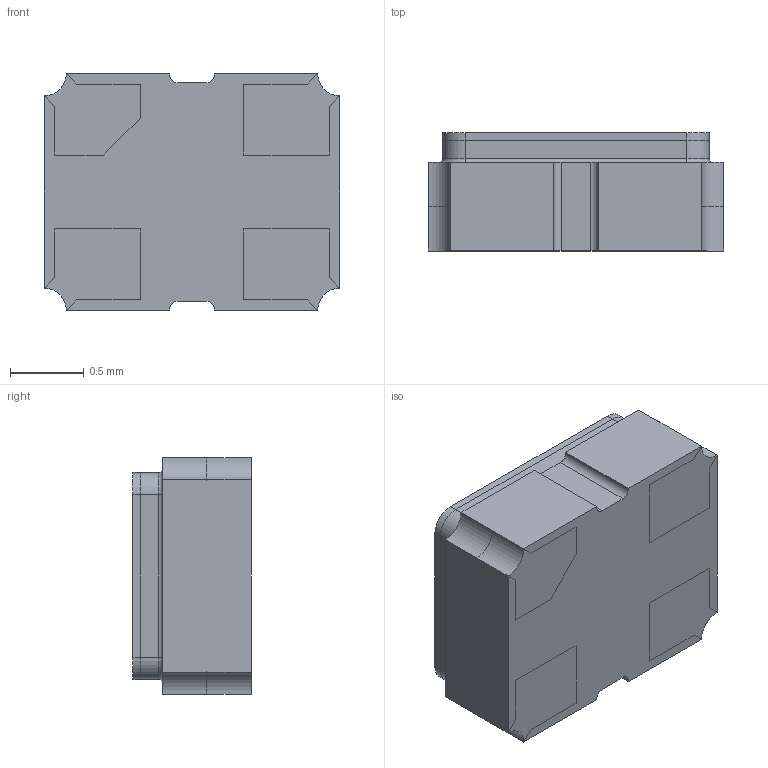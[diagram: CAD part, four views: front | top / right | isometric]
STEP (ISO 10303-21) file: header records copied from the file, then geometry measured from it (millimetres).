
FILE_DESCRIPTION (( 'STEP AP214' ), '1' );
FILE_NAME ('A(V)TX-13.STEP', '2020-05-11T13:15:04', ( '' ), ( '' ), 'SwSTEP 2.0', 'SolidWorks 2018', '' );
FILE_SCHEMA (( 'AUTOMOTIVE_DESIGN' ));
Length unit declared in the file: millimetre
Products named in the file (1): A(V)TX-13
Bounding box: 2 x 0.8 x 1.6 mm (x, y, z)
Volume: 2.4 mm3; surface area: 23.7 mm2
Topology: 16 solids, 16 shells, 229 faces, 572 edges, 376 vertices
Faces by surface type: plane 161, bspline 38, cylinder 26, torus 4
Entity records: 9167 total; most frequent: CARTESIAN_POINT 2888, ORIENTED_EDGE 1144, DIRECTION 936, EDGE_CURVE 572, LINE 440, VECTOR 440, VERTEX_POINT 376, AXIS2_PLACEMENT_3D 248
